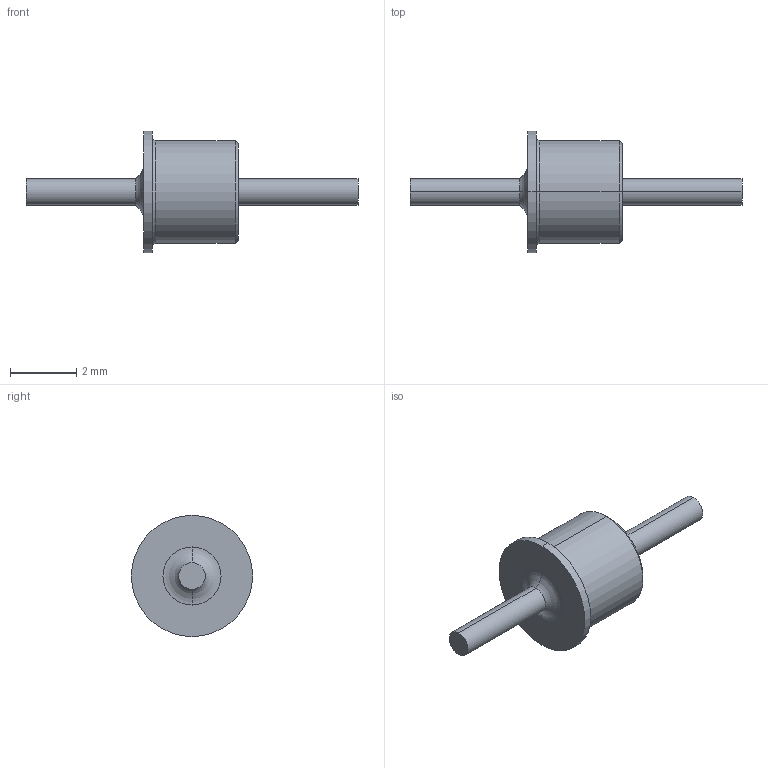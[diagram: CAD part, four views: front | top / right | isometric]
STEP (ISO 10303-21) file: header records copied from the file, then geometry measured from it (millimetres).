
FILE_DESCRIPTION (( 'STEP AP214' ), '1' );
FILE_NAME ('Ñáîðêà ÔÏÃ-01 Ôèëüòð ïîìåõîïîäàâëÿþùèé ãåðìåòè÷íûé ÊÀÏÄ.431145.001.STEP', '2023-08-21T01:13:16', ( '' ), ( '' ), 'SwSTEP 2.0', 'SolidWorks 2018', '' );
FILE_SCHEMA (( 'AUTOMOTIVE_DESIGN' ));
Length unit declared in the file: millimetre
Products named in the file (2): Ñáîðêà ÔÏÃ-01 Ôèëüòð ïîìåõîïîäàâëÿþùèé ãåðìåòè÷íûé ÊÀÏÄ.431145.001; Äåòàëü2^Ñáîðêà ÔÏÃ-01 Ôèëüòð ïîìåõîïîäàâëÿþùèé ãåðìåòè÷íûé ÊÀÏÄ.431145.001
Assembly tree (1 placements, depth 2):
  Ñáîðêà ÔÏÃ-01 Ôèëüòð ïîìåõîïîäàâëÿþùèé ãåðìåòè÷íûé ÊÀÏÄ.431145.001
    Äåòàëü2^Ñáîðêà ÔÏÃ-01 Ôèëüòð ïîìåõîïîäàâëÿþùèé ãåðìåòè÷íûé ÊÀÏÄ.431145.001
Bounding box: 10 x 3.65 x 3.65 mm (x, y, z)
Volume: 25 mm3; surface area: 96.1 mm2
Topology: 1 solids, 3 shells, 38 faces, 74 edges, 46 vertices
Faces by surface type: cylinder 20, plane 10, torus 6, cone 2
Entity records: 1060 total; most frequent: DIRECTION 210, CARTESIAN_POINT 162, ORIENTED_EDGE 148, AXIS2_PLACEMENT_3D 94, EDGE_CURVE 74, CIRCLE 52, VERTEX_POINT 46, EDGE_LOOP 46
